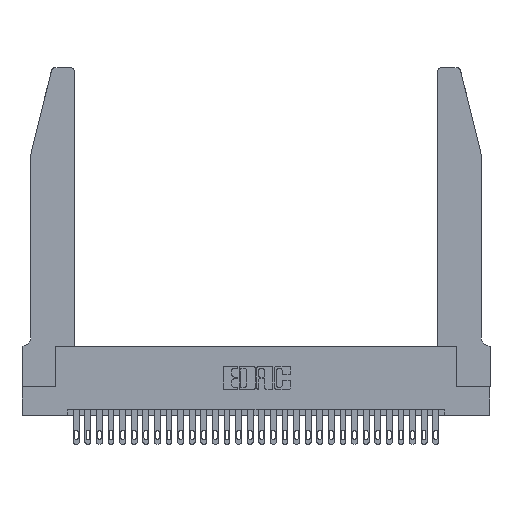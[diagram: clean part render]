
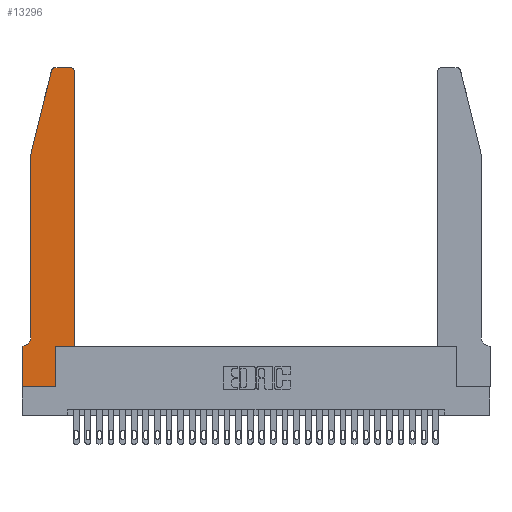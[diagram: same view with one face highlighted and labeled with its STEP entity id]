
A CAD part, top view. The second image highlights one B-rep face of the part: STEP entity #13296.
In plain terms, the highlighted planar face has unit normal (0, 0, 1).
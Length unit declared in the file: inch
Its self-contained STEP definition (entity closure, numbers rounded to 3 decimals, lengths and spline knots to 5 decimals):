
#487 = EDGE_CURVE ( 'NONE', #26780, #7603, #5573, .T. ) ;
#716 = VERTEX_POINT ( 'NONE', #20740 ) ;
#861 = VERTEX_POINT ( 'NONE', #12676 ) ;
#1017 = EDGE_CURVE ( 'NONE', #716, #3957, #21364, .T. ) ;
#1419 = CARTESIAN_POINT ( 'NONE',  ( 0.25487, 2.72718, 0.37 ) ) ;
#1751 = AXIS2_PLACEMENT_3D ( 'NONE', #5773, #18013, #6081 ) ;
#2117 = LINE ( 'NONE', #11108, #30344 ) ;
#2407 = ORIENTED_EDGE ( 'NONE', *, *, #23091, .T. ) ;
#2414 = CARTESIAN_POINT ( 'NONE',  ( 0., 0., 0.37 ) ) ;
#2740 = EDGE_CURVE ( 'NONE', #12062, #861, #6178, .T. ) ;
#3083 = EDGE_LOOP ( 'NONE', ( #10107, #25142, #29662, #15908, #30102, #2407, #8172, #26767, #11785, #5315, #7296, #26846 ) ) ;
#3323 = PLANE ( 'NONE',  #16672 ) ;
#3403 = CARTESIAN_POINT ( 'NONE',  ( 0.2865, 0.35, 0.37 ) ) ;
#3469 = VECTOR ( 'NONE', #11198, 39.37008 ) ;
#3957 = VERTEX_POINT ( 'NONE', #8735 ) ;
#4893 = LINE ( 'NONE', #9233, #29753 ) ;
#5315 = ORIENTED_EDGE ( 'NONE', *, *, #2740, .T. ) ;
#5573 = CIRCLE ( 'NONE', #1751, 0.03 ) ;
#5773 = CARTESIAN_POINT ( 'NONE',  ( 0.284, 2.72, 0.37 ) ) ;
#5784 = CARTESIAN_POINT ( 'NONE',  ( 0.4505, 0.35, 0.37 ) ) ;
#5968 = AXIS2_PLACEMENT_3D ( 'NONE', #18241, #8392, #30320 ) ;
#6081 = DIRECTION ( 'NONE',  ( 1., 0., 0. ) ) ;
#6178 = LINE ( 'NONE', #5784, #9934 ) ;
#6298 = CARTESIAN_POINT ( 'NONE',  ( 0.0055, 0.42, 0.37 ) ) ;
#7296 = ORIENTED_EDGE ( 'NONE', *, *, #16059, .T. ) ;
#7535 = LINE ( 'NONE', #30558, #15137 ) ;
#7603 = VERTEX_POINT ( 'NONE', #1419 ) ;
#7803 = DIRECTION ( 'NONE',  ( 1., 0., 0. ) ) ;
#8172 = ORIENTED_EDGE ( 'NONE', *, *, #23583, .T. ) ;
#8392 = DIRECTION ( 'NONE',  ( 0., 0., 1. ) ) ;
#8735 = CARTESIAN_POINT ( 'NONE',  ( 0.4205, 2.75, 0.37 ) ) ;
#8942 = DIRECTION ( 'NONE',  ( -1., 0., 0. ) ) ;
#9233 = CARTESIAN_POINT ( 'NONE',  ( 0., 0., 0.37 ) ) ;
#9385 = CARTESIAN_POINT ( 'NONE',  ( 0.2865, 0.35, 0.37 ) ) ;
#9934 = VECTOR ( 'NONE', #13060, 39.37008 ) ;
#10107 = ORIENTED_EDGE ( 'NONE', *, *, #16963, .T. ) ;
#10150 = CARTESIAN_POINT ( 'NONE',  ( 0.284, 2.75, 0.37 ) ) ;
#10521 = EDGE_CURVE ( 'NONE', #20609, #25703, #29138, .T. ) ;
#11108 = CARTESIAN_POINT ( 'NONE',  ( 0.0755, 2., 0.37 ) ) ;
#11198 = DIRECTION ( 'NONE',  ( 0., 1., 0. ) ) ;
#11513 = VERTEX_POINT ( 'NONE', #29721 ) ;
#11785 = ORIENTED_EDGE ( 'NONE', *, *, #13037, .T. ) ;
#12062 = VERTEX_POINT ( 'NONE', #3403 ) ;
#12147 = CARTESIAN_POINT ( 'NONE',  ( 0., 0., 0.37 ) ) ;
#12354 = DIRECTION ( 'NONE',  ( 1., 0., 0. ) ) ;
#12490 = DIRECTION ( 'NONE',  ( 0., -1., 0. ) ) ;
#12676 = CARTESIAN_POINT ( 'NONE',  ( 0.4505, 0.35, 0.37 ) ) ;
#12893 = EDGE_CURVE ( 'NONE', #7603, #15492, #2117, .T. ) ;
#13037 = EDGE_CURVE ( 'NONE', #26204, #12062, #19820, .T. ) ;
#13060 = DIRECTION ( 'NONE',  ( 1., 0., 0. ) ) ;
#13296 = ADVANCED_FACE ( 'NONE', ( #23553 ), #3323, .T. ) ;
#14727 = CARTESIAN_POINT ( 'NONE',  ( 0.0755, 2., 0.37 ) ) ;
#15137 = VECTOR ( 'NONE', #8942, 39.37008 ) ;
#15492 = VERTEX_POINT ( 'NONE', #15784 ) ;
#15784 = CARTESIAN_POINT ( 'NONE',  ( 0.0755, 2., 0.37 ) ) ;
#15810 = DIRECTION ( 'NONE',  ( 0., 0., -1. ) ) ;
#15908 = ORIENTED_EDGE ( 'NONE', *, *, #19691, .T. ) ;
#16059 = EDGE_CURVE ( 'NONE', #861, #716, #20372, .T. ) ;
#16214 = DIRECTION ( 'NONE',  ( -1., 0., 0. ) ) ;
#16672 = AXIS2_PLACEMENT_3D ( 'NONE', #29712, #20070, #7803 ) ;
#16963 = EDGE_CURVE ( 'NONE', #3957, #26780, #19215, .T. ) ;
#17838 = CARTESIAN_POINT ( 'NONE',  ( 0.0055, 0.35, 0.37 ) ) ;
#17923 = VERTEX_POINT ( 'NONE', #2414 ) ;
#18013 = DIRECTION ( 'NONE',  ( 0., 0., 1. ) ) ;
#18241 = CARTESIAN_POINT ( 'NONE',  ( 0.4205, 2.72, 0.37 ) ) ;
#18305 = DIRECTION ( 'NONE',  ( -0.239, -0.971, 0. ) ) ;
#18778 = CARTESIAN_POINT ( 'NONE',  ( 0.0755, 0.42, 0.37 ) ) ;
#18798 = CARTESIAN_POINT ( 'NONE',  ( 0.2605, 2.75, 0.37 ) ) ;
#19057 = VECTOR ( 'NONE', #28984, 39.37008 ) ;
#19215 = LINE ( 'NONE', #18798, #25616 ) ;
#19691 = EDGE_CURVE ( 'NONE', #15492, #20609, #23561, .T. ) ;
#19820 = LINE ( 'NONE', #9385, #19057 ) ;
#20070 = DIRECTION ( 'NONE',  ( 0., 0., 1. ) ) ;
#20372 = LINE ( 'NONE', #28056, #3469 ) ;
#20609 = VERTEX_POINT ( 'NONE', #18778 ) ;
#20740 = CARTESIAN_POINT ( 'NONE',  ( 0.4505, 2.72, 0.37 ) ) ;
#20897 = DIRECTION ( 'NONE',  ( -1., 0., 0. ) ) ;
#21364 = CIRCLE ( 'NONE', #5968, 0.03 ) ;
#22676 = EDGE_CURVE ( 'NONE', #17923, #26204, #30924, .T. ) ;
#23091 = EDGE_CURVE ( 'NONE', #25703, #11513, #7535, .T. ) ;
#23553 = FACE_OUTER_BOUND ( 'NONE', #3083, .T. ) ;
#23561 = LINE ( 'NONE', #14727, #26554 ) ;
#23583 = EDGE_CURVE ( 'NONE', #11513, #17923, #4893, .T. ) ;
#25142 = ORIENTED_EDGE ( 'NONE', *, *, #487, .T. ) ;
#25616 = VECTOR ( 'NONE', #20897, 39.37008 ) ;
#25703 = VERTEX_POINT ( 'NONE', #17838 ) ;
#26039 = VECTOR ( 'NONE', #12354, 39.37008 ) ;
#26204 = VERTEX_POINT ( 'NONE', #27565 ) ;
#26554 = VECTOR ( 'NONE', #12490, 39.37008 ) ;
#26767 = ORIENTED_EDGE ( 'NONE', *, *, #22676, .T. ) ;
#26780 = VERTEX_POINT ( 'NONE', #10150 ) ;
#26846 = ORIENTED_EDGE ( 'NONE', *, *, #1017, .T. ) ;
#26877 = AXIS2_PLACEMENT_3D ( 'NONE', #6298, #15810, #16214 ) ;
#27565 = CARTESIAN_POINT ( 'NONE',  ( 0.2865, 0., 0.37 ) ) ;
#28056 = CARTESIAN_POINT ( 'NONE',  ( 0.4505, 0.35, 0.37 ) ) ;
#28984 = DIRECTION ( 'NONE',  ( 0., 1., 0. ) ) ;
#29138 = CIRCLE ( 'NONE', #26877, 0.07 ) ;
#29662 = ORIENTED_EDGE ( 'NONE', *, *, #12893, .T. ) ;
#29712 = CARTESIAN_POINT ( 'NONE',  ( 0., 0.35, 0.37 ) ) ;
#29721 = CARTESIAN_POINT ( 'NONE',  ( 0., 0.35, 0.37 ) ) ;
#29753 = VECTOR ( 'NONE', #30637, 39.37008 ) ;
#30102 = ORIENTED_EDGE ( 'NONE', *, *, #10521, .T. ) ;
#30320 = DIRECTION ( 'NONE',  ( 1., 0., 0. ) ) ;
#30344 = VECTOR ( 'NONE', #18305, 39.37008 ) ;
#30558 = CARTESIAN_POINT ( 'NONE',  ( 0.0755, 0.35, 0.37 ) ) ;
#30637 = DIRECTION ( 'NONE',  ( 0., -1., 0. ) ) ;
#30924 = LINE ( 'NONE', #12147, #26039 ) ;
